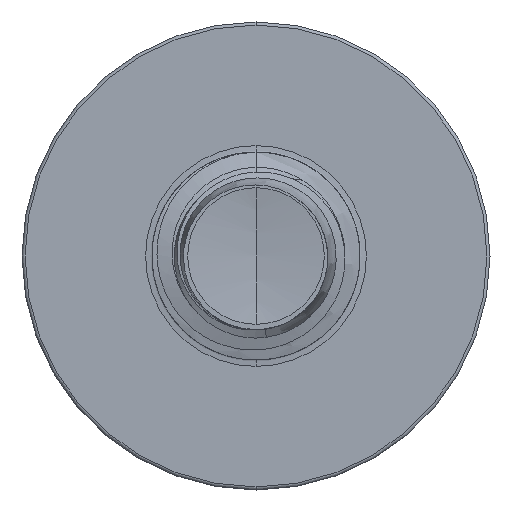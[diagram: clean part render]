
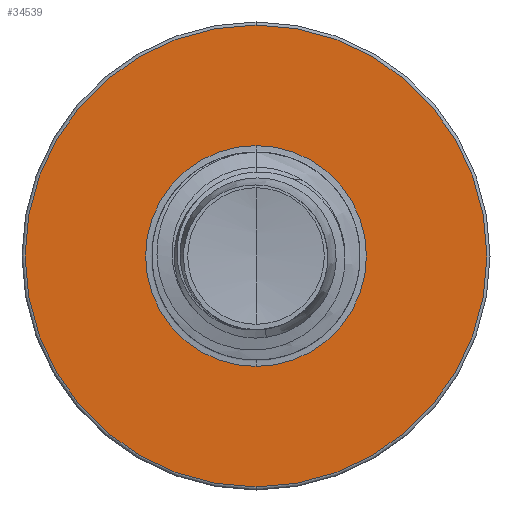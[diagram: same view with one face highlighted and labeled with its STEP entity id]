
A CAD part, front view. The second image highlights one B-rep face of the part: STEP entity #34539.
In plain terms, the highlighted planar face has unit normal (0, -1, 0).
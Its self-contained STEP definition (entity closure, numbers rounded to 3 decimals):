
#224 = EDGE_CURVE ( 'NONE', #27631, #39296, #14896, .T. ) ;
#397 = CIRCLE ( 'NONE', #25172, 6.66 ) ;
#1594 = CARTESIAN_POINT ( 'NONE',  ( 0., 30., -6.66 ) ) ;
#2255 = CARTESIAN_POINT ( 'NONE',  ( 0., 30., -3.186 ) ) ;
#3290 = CARTESIAN_POINT ( 'NONE',  ( 0., 30., 0. ) ) ;
#5752 = DIRECTION ( 'NONE',  ( 0., 0., 1. ) ) ;
#5817 = DIRECTION ( 'NONE',  ( 0., 1., 0. ) ) ;
#6104 = DIRECTION ( 'NONE',  ( 0., 1., 0. ) ) ;
#6138 = EDGE_LOOP ( 'NONE', ( #7943, #22496 ) ) ;
#7705 = CIRCLE ( 'NONE', #34975, 6.66 ) ;
#7943 = ORIENTED_EDGE ( 'NONE', *, *, #28552, .F. ) ;
#9428 = VERTEX_POINT ( 'NONE', #1594 ) ;
#14896 = CIRCLE ( 'NONE', #16140, 3.186 ) ;
#16035 = AXIS2_PLACEMENT_3D ( 'NONE', #2255, #6104, #27164 ) ;
#16140 = AXIS2_PLACEMENT_3D ( 'NONE', #3290, #5817, #5752 ) ;
#16322 = ORIENTED_EDGE ( 'NONE', *, *, #19291, .T. ) ;
#18406 = CARTESIAN_POINT ( 'NONE',  ( 0., 30., 0. ) ) ;
#19291 = EDGE_CURVE ( 'NONE', #39296, #27631, #34707, .T. ) ;
#19349 = DIRECTION ( 'NONE',  ( 0., 1., 0. ) ) ;
#20108 = DIRECTION ( 'NONE',  ( 0., 1., 0. ) ) ;
#20816 = VERTEX_POINT ( 'NONE', #28148 ) ;
#21117 = DIRECTION ( 'NONE',  ( 0., 0., 1. ) ) ;
#22496 = ORIENTED_EDGE ( 'NONE', *, *, #35593, .F. ) ;
#24064 = ORIENTED_EDGE ( 'NONE', *, *, #224, .T. ) ;
#25119 = AXIS2_PLACEMENT_3D ( 'NONE', #36078, #20108, #39279 ) ;
#25172 = AXIS2_PLACEMENT_3D ( 'NONE', #18406, #37259, #21117 ) ;
#25792 = CARTESIAN_POINT ( 'NONE',  ( 0., 30., 3.186 ) ) ;
#26693 = FACE_OUTER_BOUND ( 'NONE', #6138, .T. ) ;
#27164 = DIRECTION ( 'NONE',  ( 0., 0., 1. ) ) ;
#27631 = VERTEX_POINT ( 'NONE', #25792 ) ;
#28148 = CARTESIAN_POINT ( 'NONE',  ( 0., 30., 6.66 ) ) ;
#28163 = EDGE_LOOP ( 'NONE', ( #24064, #16322 ) ) ;
#28552 = EDGE_CURVE ( 'NONE', #20816, #9428, #7705, .T. ) ;
#32294 = PLANE ( 'NONE',  #16035 ) ;
#34539 = ADVANCED_FACE ( 'NONE', ( #26693, #34591 ), #32294, .F. ) ;
#34591 = FACE_BOUND ( 'NONE', #28163, .T. ) ;
#34707 = CIRCLE ( 'NONE', #25119, 3.186 ) ;
#34975 = AXIS2_PLACEMENT_3D ( 'NONE', #35231, #19349, #38403 ) ;
#35231 = CARTESIAN_POINT ( 'NONE',  ( 0., 30., 0. ) ) ;
#35586 = CARTESIAN_POINT ( 'NONE',  ( 0., 30., -3.186 ) ) ;
#35593 = EDGE_CURVE ( 'NONE', #9428, #20816, #397, .T. ) ;
#36078 = CARTESIAN_POINT ( 'NONE',  ( 0., 30., 0. ) ) ;
#37259 = DIRECTION ( 'NONE',  ( 0., 1., 0. ) ) ;
#38403 = DIRECTION ( 'NONE',  ( 0., 0., 1. ) ) ;
#39279 = DIRECTION ( 'NONE',  ( 0., 0., 1. ) ) ;
#39296 = VERTEX_POINT ( 'NONE', #35586 ) ;
